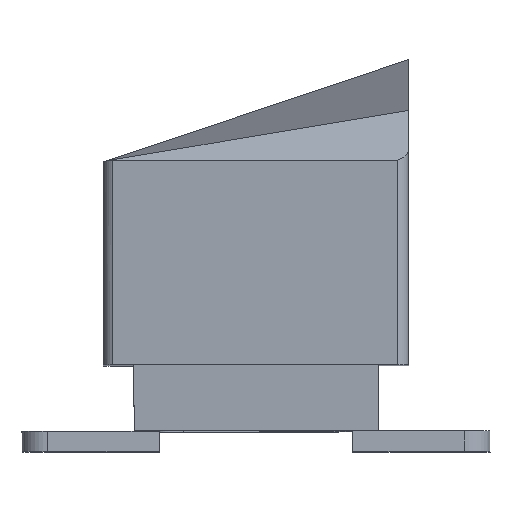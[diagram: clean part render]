
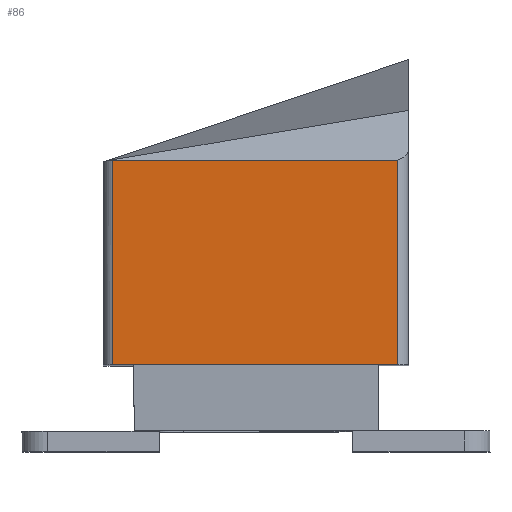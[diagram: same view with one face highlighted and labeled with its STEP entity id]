
A CAD part, top view. The second image highlights one B-rep face of the part: STEP entity #86.
In plain terms, the highlighted planar face has unit normal (-0.072, 0, 0.997).
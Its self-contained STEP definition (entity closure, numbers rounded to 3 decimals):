
#86 = ADVANCED_FACE( '', ( #221 ), #222, .T. );
#221 = FACE_OUTER_BOUND( '', #418, .T. );
#222 = PLANE( '', #419 );
#418 = EDGE_LOOP( '', ( #631, #632, #633, #634 ) );
#419 = AXIS2_PLACEMENT_3D( '', #635, #636, #637 );
#631 = ORIENTED_EDGE( '', *, *, #1159, .T. );
#632 = ORIENTED_EDGE( '', *, *, #1160, .F. );
#633 = ORIENTED_EDGE( '', *, *, #1161, .T. );
#634 = ORIENTED_EDGE( '', *, *, #1162, .F. );
#635 = CARTESIAN_POINT( '', ( -840.116, 660.937, 76.086 ) );
#636 = DIRECTION( '', ( -0.072, 0., 0.997 ) );
#637 = DIRECTION( '', ( 0.997, 0., 0.072 ) );
#1159 = EDGE_CURVE( '', #1388, #1389, #1390, .T. );
#1160 = EDGE_CURVE( '', #1391, #1389, #1392, .F. );
#1161 = EDGE_CURVE( '', #1391, #1393, #1394, .T. );
#1162 = EDGE_CURVE( '', #1388, #1393, #1395, .T. );
#1388 = VERTEX_POINT( '', #1714 );
#1389 = VERTEX_POINT( '', #1715 );
#1390 = LINE( '', #1716, #1717 );
#1391 = VERTEX_POINT( '', #1718 );
#1392 = LINE( '', #1719, #1720 );
#1393 = VERTEX_POINT( '', #1721 );
#1394 = LINE( '', #1722, #1723 );
#1395 = LINE( '', #1724, #1725 );
#1714 = CARTESIAN_POINT( '', ( -848.124, 704.577, 75.512 ) );
#1715 = CARTESIAN_POINT( '', ( -904.272, 704.538, 71.47 ) );
#1716 = CARTESIAN_POINT( '', ( -875.634, 704.558, 73.532 ) );
#1717 = VECTOR( '', #2100, 1000. );
#1718 = CARTESIAN_POINT( '', ( -904.245, 664.383, 71.47 ) );
#1719 = CARTESIAN_POINT( '', ( -904.218, 624.383, 71.47 ) );
#1720 = VECTOR( '', #2101, 1000. );
#1721 = CARTESIAN_POINT( '', ( -848.097, 664.422, 75.512 ) );
#1722 = CARTESIAN_POINT( '', ( -903.918, 664.384, 71.494 ) );
#1723 = VECTOR( '', #2102, 1000. );
#1724 = CARTESIAN_POINT( '', ( -848.069, 624.422, 75.512 ) );
#1725 = VECTOR( '', #2103, 1000. );
#2100 = DIRECTION( '', ( -0.997, -0.001, -0.072 ) );
#2101 = DIRECTION( '', ( 0.001, -1., 0. ) );
#2102 = DIRECTION( '', ( 0.997, 0.001, 0.072 ) );
#2103 = DIRECTION( '', ( 0.001, -1., 0. ) );
